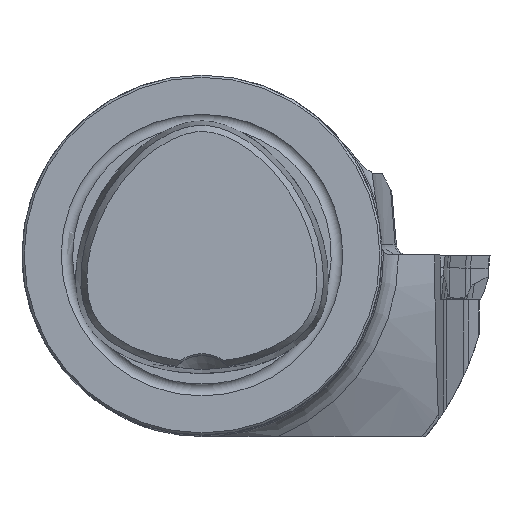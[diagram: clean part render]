
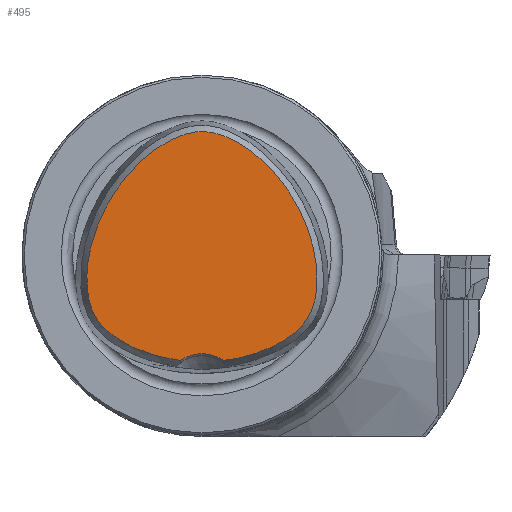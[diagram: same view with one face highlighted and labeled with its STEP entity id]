
A CAD part, top view. The second image highlights one B-rep face of the part: STEP entity #495.
In plain terms, the highlighted planar face has unit normal (0, 0, 1).
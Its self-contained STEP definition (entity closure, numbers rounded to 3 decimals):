
#265=B_SPLINE_CURVE_WITH_KNOTS('',3,(#4326,#4327,#4328,#4329,#4330,#4331,
#4332,#4333,#4334,#4335,#4336,#4337,#4338,#4339,#4340,#4341,#4342,#4343,
#4344,#4345,#4346,#4347,#4348,#4349,#4350,#4351,#4352,#4353,#4354,#4355,
#4356,#4357,#4358,#4359,#4360,#4361,#4362,#4363,#4364,#4365,#4366,#4367,
#4368,#4369,#4370,#4371,#4372,#4373,#4374,#4375,#4376,#4377,#4378,#4379,
#4380,#4381,#4382,#4383,#4384,#4385,#4386,#4387,#4388),.UNSPECIFIED.,.T.,
 .F.,(1,1,2,1,1,1,1,1,1,1,1,1,1,1,1,1,1,1,1,1,1,1,1,1,1,1,1,1,1,1,1,1,1,
1,1,1,1,1,1,1,1,1,1,1,1,1,1,1,1,1,1,1,1,1,1,1,1,1,1,1,1,1,2,1,1),(-0.063,
-0.031,0.,0.031,0.063,0.078,0.094,0.109,0.125,0.141,0.156,
0.164,0.172,0.18,0.188,0.203,0.219,0.234,0.25,0.266,
0.281,0.313,0.344,0.359,0.375,0.406,0.422,0.438,0.453,
0.469,0.484,0.492,0.5,0.508,0.516,0.531,0.547,0.563,
0.578,0.594,0.625,0.641,0.656,0.688,0.719,0.734,0.75,0.766,
0.781,0.797,0.813,0.82,0.828,0.836,0.844,0.859,0.875,
0.891,0.906,0.922,0.938,0.969,1.,1.031,1.063),
 .UNSPECIFIED.);
#423=CIRCLE('',#2937,5.25);
#495=ADVANCED_FACE('CU_E_LO_SU_2',(#708),#639,.T.);
#639=PLANE('',#2938);
#708=FACE_OUTER_BOUND('',#858,.T.);
#858=EDGE_LOOP('',(#1125,#1126));
#1125=ORIENTED_EDGE('',*,*,#2197,.F.);
#1126=ORIENTED_EDGE('',*,*,#2199,.T.);
#1909=VERTEX_POINT('',#4325);
#1910=VERTEX_POINT('',#4389);
#2197=EDGE_CURVE('',#1909,#1910,#265,.T.);
#2199=EDGE_CURVE('',#1909,#1910,#423,.T.);
#2937=AXIS2_PLACEMENT_3D('',#4583,#3218,#3219);
#2938=AXIS2_PLACEMENT_3D('',#4584,#3220,#3221);
#3218=DIRECTION('',(0.,0.,-1.));
#3219=DIRECTION('',(-1.,0.,0.));
#3220=DIRECTION('',(0.,0.,1.));
#3221=DIRECTION('',(-1.,0.,0.));
#4325=CARTESIAN_POINT('',(-3.002,-14.693,30.));
#4326=CARTESIAN_POINT('',(1.097,-14.873,30.));
#4327=CARTESIAN_POINT('',(-1.097,-14.873,30.));
#4328=CARTESIAN_POINT('',(-3.239,-14.735,30.));
#4329=CARTESIAN_POINT('',(-5.875,-14.208,30.));
#4330=CARTESIAN_POINT('',(-7.928,-13.56,30.));
#4331=CARTESIAN_POINT('',(-9.409,-12.964,30.));
#4332=CARTESIAN_POINT('',(-10.821,-12.249,30.));
#4333=CARTESIAN_POINT('',(-12.14,-11.413,30.));
#4334=CARTESIAN_POINT('',(-13.328,-10.454,30.));
#4335=CARTESIAN_POINT('',(-14.159,-9.558,30.));
#4336=CARTESIAN_POINT('',(-14.71,-8.766,30.));
#4337=CARTESIAN_POINT('',(-15.054,-8.145,30.));
#4338=CARTESIAN_POINT('',(-15.338,-7.487,30.));
#4339=CARTESIAN_POINT('',(-15.647,-6.546,30.));
#4340=CARTESIAN_POINT('',(-15.896,-5.318,30.));
#4341=CARTESIAN_POINT('',(-16.015,-3.771,30.));
#4342=CARTESIAN_POINT('',(-15.976,-2.194,30.));
#4343=CARTESIAN_POINT('',(-15.797,-0.612,30.));
#4344=CARTESIAN_POINT('',(-15.489,0.962,30.));
#4345=CARTESIAN_POINT('',(-14.92,3.043,30.));
#4346=CARTESIAN_POINT('',(-13.943,5.552,30.));
#4347=CARTESIAN_POINT('',(-12.645,7.917,30.));
#4348=CARTESIAN_POINT('',(-11.421,9.707,30.));
#4349=CARTESIAN_POINT('',(-10.084,11.411,30.));
#4350=CARTESIAN_POINT('',(-8.603,12.948,30.));
#4351=CARTESIAN_POINT('',(-6.949,14.314,30.));
#4352=CARTESIAN_POINT('',(-5.646,15.222,30.));
#4353=CARTESIAN_POINT('',(-4.281,15.997,30.));
#4354=CARTESIAN_POINT('',(-2.868,16.609,30.));
#4355=CARTESIAN_POINT('',(-1.676,16.946,30.));
#4356=CARTESIAN_POINT('',(-0.71,17.09,30.));
#4357=CARTESIAN_POINT('',(0.,17.126,30.));
#4358=CARTESIAN_POINT('',(0.71,17.09,30.));
#4359=CARTESIAN_POINT('',(1.676,16.946,30.));
#4360=CARTESIAN_POINT('',(2.868,16.609,30.));
#4361=CARTESIAN_POINT('',(4.281,15.997,30.));
#4362=CARTESIAN_POINT('',(5.646,15.222,30.));
#4363=CARTESIAN_POINT('',(6.949,14.314,30.));
#4364=CARTESIAN_POINT('',(8.603,12.948,30.));
#4365=CARTESIAN_POINT('',(10.084,11.411,30.));
#4366=CARTESIAN_POINT('',(11.421,9.707,30.));
#4367=CARTESIAN_POINT('',(12.645,7.917,30.));
#4368=CARTESIAN_POINT('',(13.943,5.552,30.));
#4369=CARTESIAN_POINT('',(14.92,3.043,30.));
#4370=CARTESIAN_POINT('',(15.489,0.962,30.));
#4371=CARTESIAN_POINT('',(15.797,-0.612,30.));
#4372=CARTESIAN_POINT('',(15.976,-2.194,30.));
#4373=CARTESIAN_POINT('',(16.015,-3.771,30.));
#4374=CARTESIAN_POINT('',(15.896,-5.318,30.));
#4375=CARTESIAN_POINT('',(15.647,-6.546,30.));
#4376=CARTESIAN_POINT('',(15.338,-7.487,30.));
#4377=CARTESIAN_POINT('',(15.054,-8.145,30.));
#4378=CARTESIAN_POINT('',(14.71,-8.766,30.));
#4379=CARTESIAN_POINT('',(14.159,-9.558,30.));
#4380=CARTESIAN_POINT('',(13.328,-10.454,30.));
#4381=CARTESIAN_POINT('',(12.14,-11.413,30.));
#4382=CARTESIAN_POINT('',(10.821,-12.249,30.));
#4383=CARTESIAN_POINT('',(9.409,-12.964,30.));
#4384=CARTESIAN_POINT('',(7.928,-13.56,30.));
#4385=CARTESIAN_POINT('',(5.875,-14.208,30.));
#4386=CARTESIAN_POINT('',(3.239,-14.735,30.));
#4387=CARTESIAN_POINT('',(1.097,-14.873,30.));
#4388=CARTESIAN_POINT('',(-1.097,-14.873,30.));
#4389=CARTESIAN_POINT('',(3.002,-14.693,30.));
#4583=CARTESIAN_POINT('',(0.,-19.,30.));
#4584=CARTESIAN_POINT('',(0.,0.,30.));
